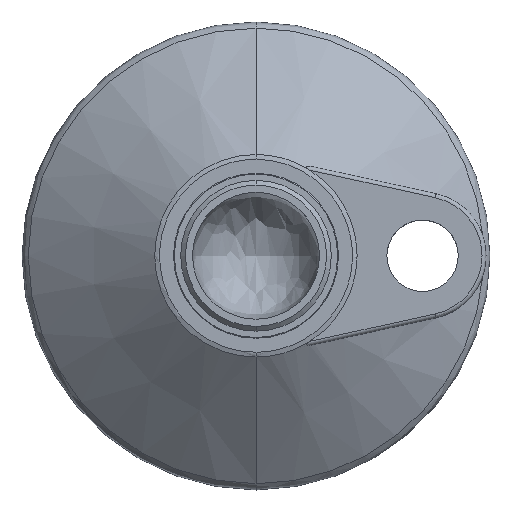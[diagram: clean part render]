
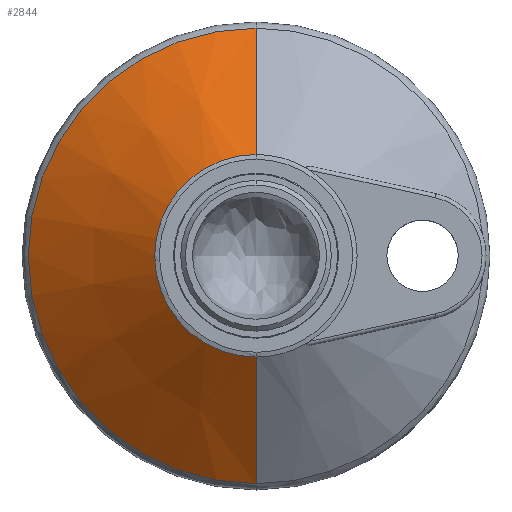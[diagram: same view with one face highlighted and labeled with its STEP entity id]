
A CAD part, top view. The second image highlights one B-rep face of the part: STEP entity #2844.
In plain terms, the highlighted conical face has half-angle 52.595 degrees and reference radius 28.715 mm.
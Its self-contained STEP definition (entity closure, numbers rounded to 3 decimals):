
#38 = ORIENTED_EDGE ( 'NONE', *, *, #3472, .T. ) ;
#125 = CARTESIAN_POINT ( 'NONE',  ( 0., 0., 5.6 ) ) ;
#218 = EDGE_LOOP ( 'NONE', ( #3953, #38, #2534, #1163 ) ) ;
#522 = EDGE_CURVE ( 'NONE', #5299, #1991, #4481, .T. ) ;
#743 = CONICAL_SURFACE ( 'NONE', #5174, 28.715, 0.918 ) ;
#773 = AXIS2_PLACEMENT_3D ( 'NONE', #3157, #1551, #2312 ) ;
#1084 = VECTOR ( 'NONE', #2985, 1000. ) ;
#1163 = ORIENTED_EDGE ( 'NONE', *, *, #2421, .T. ) ;
#1184 = AXIS2_PLACEMENT_3D ( 'NONE', #2046, #2873, #4890 ) ;
#1267 = EDGE_CURVE ( 'NONE', #3371, #3740, #3401, .T. ) ;
#1320 = CARTESIAN_POINT ( 'NONE',  ( 0., 28.715, 5.6 ) ) ;
#1551 = DIRECTION ( 'NONE',  ( 0., 0., 1. ) ) ;
#1991 = VERTEX_POINT ( 'NONE', #3211 ) ;
#2046 = CARTESIAN_POINT ( 'NONE',  ( 0., 0., 17.794 ) ) ;
#2204 = DIRECTION ( 'NONE',  ( 0., 1., 0. ) ) ;
#2305 = CIRCLE ( 'NONE', #1184, 12.769 ) ;
#2312 = DIRECTION ( 'NONE',  ( 0., 1., 0. ) ) ;
#2421 = EDGE_CURVE ( 'NONE', #3740, #1991, #2749, .T. ) ;
#2534 = ORIENTED_EDGE ( 'NONE', *, *, #1267, .T. ) ;
#2697 = DIRECTION ( 'NONE',  ( 0., -0.794, -0.607 ) ) ;
#2749 = CIRCLE ( 'NONE', #773, 28.715 ) ;
#2837 = CARTESIAN_POINT ( 'NONE',  ( 0., 12.769, 17.794 ) ) ;
#2844 = ADVANCED_FACE ( 'NONE', ( #5037 ), #743, .T. ) ;
#2873 = DIRECTION ( 'NONE',  ( 0., 0., -1. ) ) ;
#2985 = DIRECTION ( 'NONE',  ( 0., 0.794, -0.607 ) ) ;
#3062 = DIRECTION ( 'NONE',  ( 0., 0., -1. ) ) ;
#3090 = VECTOR ( 'NONE', #2697, 1000. ) ;
#3157 = CARTESIAN_POINT ( 'NONE',  ( 0., 0., 5.6 ) ) ;
#3211 = CARTESIAN_POINT ( 'NONE',  ( 0., -28.715, 5.6 ) ) ;
#3371 = VERTEX_POINT ( 'NONE', #2837 ) ;
#3401 = LINE ( 'NONE', #1320, #1084 ) ;
#3472 = EDGE_CURVE ( 'NONE', #5299, #3371, #2305, .T. ) ;
#3740 = VERTEX_POINT ( 'NONE', #4954 ) ;
#3953 = ORIENTED_EDGE ( 'NONE', *, *, #522, .F. ) ;
#4016 = CARTESIAN_POINT ( 'NONE',  ( 0., -12.769, 17.794 ) ) ;
#4328 = CARTESIAN_POINT ( 'NONE',  ( 0., -28.715, 5.6 ) ) ;
#4481 = LINE ( 'NONE', #4328, #3090 ) ;
#4890 = DIRECTION ( 'NONE',  ( 0., 1., 0. ) ) ;
#4954 = CARTESIAN_POINT ( 'NONE',  ( 0., 28.715, 5.6 ) ) ;
#5037 = FACE_OUTER_BOUND ( 'NONE', #218, .T. ) ;
#5174 = AXIS2_PLACEMENT_3D ( 'NONE', #125, #3062, #2204 ) ;
#5299 = VERTEX_POINT ( 'NONE', #4016 ) ;
